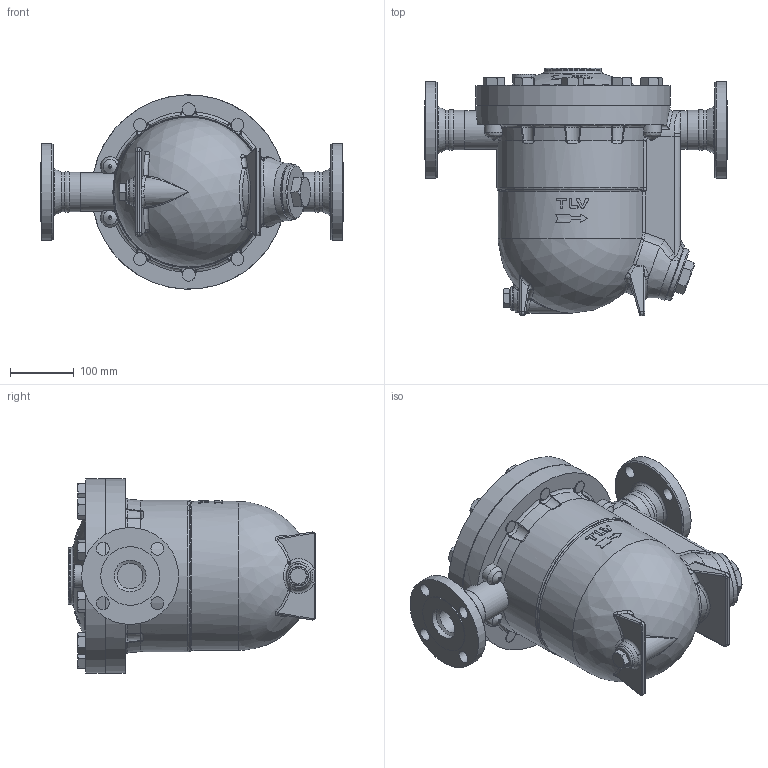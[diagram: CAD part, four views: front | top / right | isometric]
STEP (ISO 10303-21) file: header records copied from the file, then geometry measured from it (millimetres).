
FILE_DESCRIPTION((''),'2;1');
FILE_NAME('ah75r-050-a0150-00.stp','2014-02-19T08:57:53',('nakaot'),(''),'Autodesk Inventor 2012','Autodesk Inventor 2012','');
FILE_SCHEMA(('AUTOMOTIVE_DESIGN { 1 0 10303 214 1 1 1 1 }'));
Length unit declared in the file: millimetre
Products named in the file (1): ah75r-050-a0150-00
Bounding box: 475 x 387.8 x 305 mm (x, y, z)
Volume: 18585174.5 mm3; surface area: 691645.4 mm2
Topology: 1 solids, 1 shells, 584 faces, 1451 edges, 897 vertices
Faces by surface type: plane 186, bspline 133, cylinder 124, cone 85, torus 46, sphere 10
Full cylindrical faces by diameter (mm): 20 x24, 21 x1, 22.2 x1, 23 x10, 36 x1, 40 x2, 50 x2, 60 x2, 62 x4, 83 x1, 85 x1, 90 x1, 92.1 x2, 152 x2, 200 x1, 305 x2
Entity records: 26934 total; most frequent: CARTESIAN_POINT 14834, ORIENTED_EDGE 2610, DIRECTION 2204, EDGE_CURVE 1305, AXIS2_PLACEMENT_3D 952, VERTEX_POINT 861, EDGE_LOOP 758, FACE_OUTER_BOUND 584
